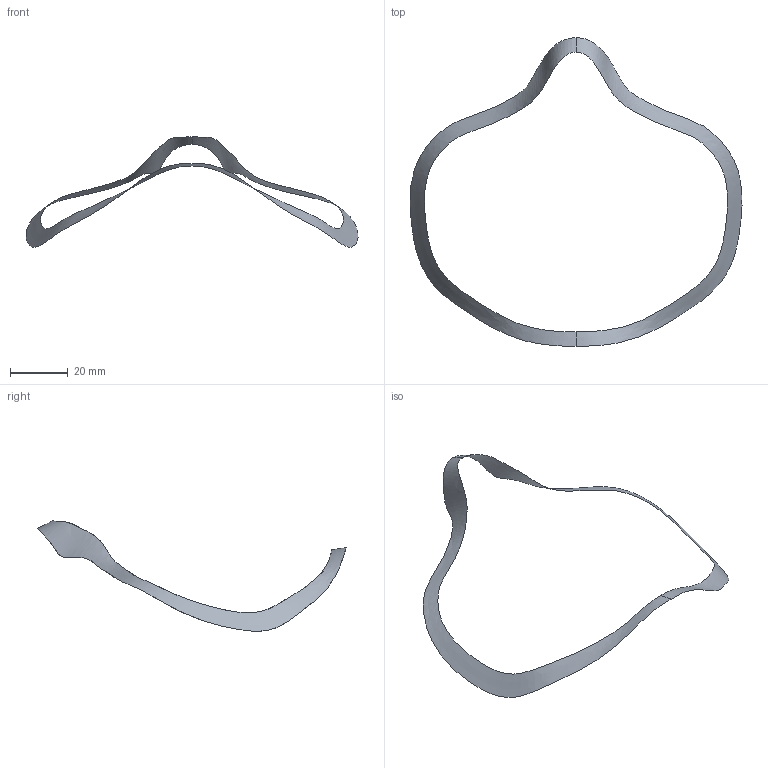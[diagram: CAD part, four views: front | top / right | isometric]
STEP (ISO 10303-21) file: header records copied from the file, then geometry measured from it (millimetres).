
FILE_DESCRIPTION (( 'STEP AP214' ), '1' );
FILE_NAME ('LRG_face_surface-5mm.STEP', '2021-02-06T19:01:55', ( '' ), ( '' ), 'SwSTEP 2.0', 'SolidWorks 2020', '' );
FILE_SCHEMA (( 'AUTOMOTIVE_DESIGN' ));
Length unit declared in the file: millimetre
Products named in the file (1): LRG_face_surface-5mm
Bounding box: 114.94 x 106.81 x 38.2 mm (x, y, z)
Surface area: 2351.6 mm2 (no closed solid volume)
Topology: 0 solids, 1 shells, 2 faces, 6 edges, 4 vertices
Faces by surface type: bspline 2
Entity records: 2641 total; most frequent: CARTESIAN_POINT 2579, ORIENTED_EDGE 8, EDGE_CURVE 6, B_SPLINE_CURVE_WITH_KNOTS 6, VERTEX_POINT 4, DIRECTION 2, ADVANCED_FACE 2, B_SPLINE_SURFACE_WITH_KNOTS 2
